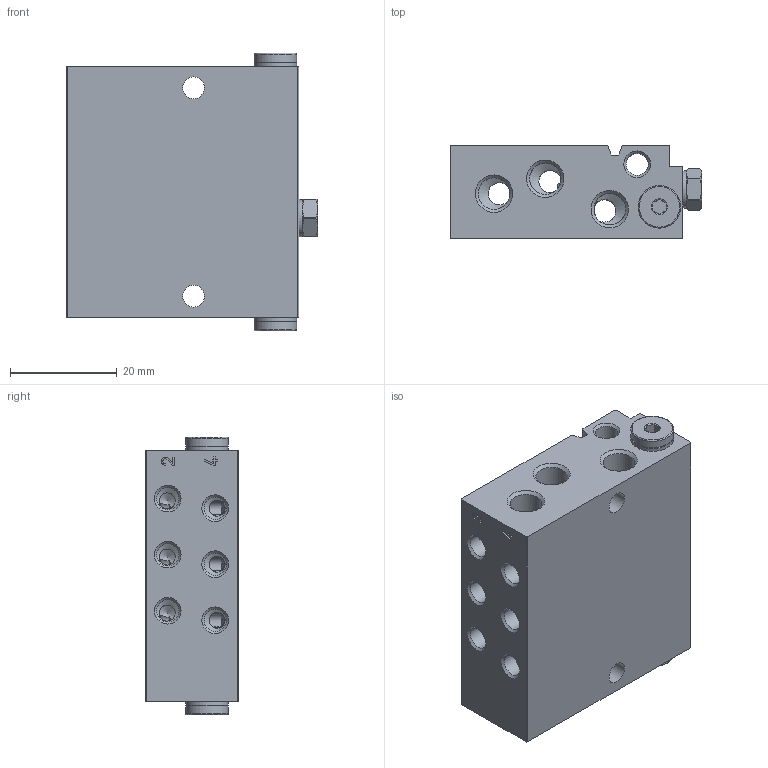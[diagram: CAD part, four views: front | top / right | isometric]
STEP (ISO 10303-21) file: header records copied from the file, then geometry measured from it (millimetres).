
FILE_DESCRIPTION(/* description */ ('STEP AP214'),/* implementation_level */ '2;1');
FILE_NAME(/* name */ '566547_VABM-L1-10AW-M7-3',/* time_stamp */ '2024-09-16T00:36:55+02:00',/* author */ ('License CC BY-ND 4.0'),/* organization */ ('CADENAS'),/* preprocessor_version */ 'ST-DEVELOPER v19.3',/* originating_system */ 'PARTsolutions',/* authorisation */ ' ');
FILE_SCHEMA (('AUTOMOTIVE_DESIGN {1 0 10303 214 3 1 1}'));
Length unit declared in the file: millimetre
Products named in the file (4): 566547 VABM-L1-10AW-M7-3; 566547 VABM-L1-10AW-M7-3---(L1-P); 174308 B-M5-B; 743818 VUVG---(VS)
Assembly tree (4 placements, depth 2):
  566547 VABM-L1-10AW-M7-3
    566547 VABM-L1-10AW-M7-3---(L1-P)
    174308 B-M5-B  x2
    743818 VUVG---(VS)
Bounding box: 47 x 17.5 x 52 mm (x, y, z)
Volume: 29349.7 mm3; surface area: 14509.9 mm2
Topology: 4 solids, 4 shells, 454 faces, 1223 edges, 786 vertices
Faces by surface type: plane 233, cylinder 119, cone 89, torus 13
Full cylindrical faces by diameter (mm): 0.35 x2, 0.45 x2, 1.55 x6, 1.567 x6, 2 x2, 2.35 x1, 2.5 x16, 3 x6, 3.3 x1, 3.4 x2, 3.5 x1, 4.019 x1, 4.1 x3, 4.134 x11, 4.2 x5, 5 x3, 5.917 x6, 7 x1, 7.2 x2, 8 x4
Entity records: 12998 total; most frequent: CARTESIAN_POINT 2680, DIRECTION 1975, ORIENTED_EDGE 1832, EDGE_CURVE 916, AXIS2_PLACEMENT_3D 716, FACE_BOUND 687, VERTEX_POINT 679, EDGE_LOOP 663
